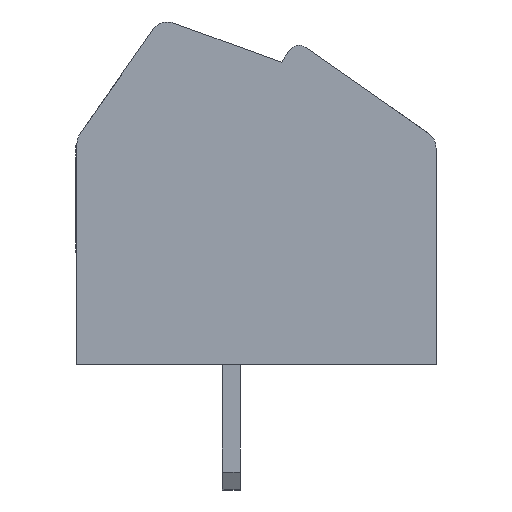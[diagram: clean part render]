
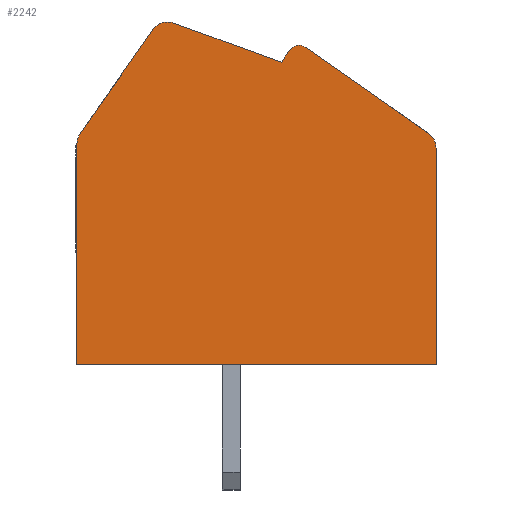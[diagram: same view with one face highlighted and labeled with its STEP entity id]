
A CAD part, left-side view. The second image highlights one B-rep face of the part: STEP entity #2242.
In plain terms, the highlighted planar face has unit normal (-1, 0, 0).
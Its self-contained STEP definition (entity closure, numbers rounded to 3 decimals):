
#2242=ADVANCED_FACE('',(#4475),#4476,.F.);
#4475=FACE_OUTER_BOUND('',#6963,.T.);
#4476=PLANE('',#6964);
#6963=EDGE_LOOP('',(#12969,#12970,#12971,#12972,#12973,#12974,#12975,#12976,#12977,#12978,#12979));
#6964=AXIS2_PLACEMENT_3D('',#12980,#12981,#12982);
#12969=ORIENTED_EDGE('',*,*,#14997,.F.);
#12970=ORIENTED_EDGE('',*,*,#15123,.T.);
#12971=ORIENTED_EDGE('',*,*,#15030,.T.);
#12972=ORIENTED_EDGE('',*,*,#15071,.F.);
#12973=ORIENTED_EDGE('',*,*,#15089,.T.);
#12974=ORIENTED_EDGE('',*,*,#15103,.F.);
#12975=ORIENTED_EDGE('',*,*,#15056,.F.);
#12976=ORIENTED_EDGE('',*,*,#15008,.T.);
#12977=ORIENTED_EDGE('',*,*,#15125,.F.);
#12978=ORIENTED_EDGE('',*,*,#15126,.F.);
#12979=ORIENTED_EDGE('',*,*,#15036,.F.);
#12980=CARTESIAN_POINT('',(0.0,10.937,-6.311));
#12981=DIRECTION('',(1.0,0.0,0.0));
#12982=DIRECTION('',(0.0,1.0,0.0));
#14997=EDGE_CURVE('',#18092,#18090,#18094,.T.);
#15008=EDGE_CURVE('',#18107,#18105,#18108,.T.);
#15030=EDGE_CURVE('',#18141,#18139,#18142,.T.);
#15036=EDGE_CURVE('',#18090,#18147,#18149,.T.);
#15056=EDGE_CURVE('',#18107,#18176,#18177,.T.);
#15071=EDGE_CURVE('',#18194,#18139,#18196,.T.);
#15089=EDGE_CURVE('',#18194,#18218,#18220,.T.);
#15103=EDGE_CURVE('',#18176,#18218,#18235,.T.);
#15123=EDGE_CURVE('',#18092,#18141,#18255,.T.);
#15125=EDGE_CURVE('',#18257,#18105,#18258,.T.);
#15126=EDGE_CURVE('',#18147,#18257,#18259,.T.);
#18090=VERTEX_POINT('',#23136);
#18092=VERTEX_POINT('',#23139);
#18094=LINE('',#23142,#23143);
#18105=VERTEX_POINT('',#23156);
#18107=VERTEX_POINT('',#23159);
#18108=CIRCLE('',#23160,0.3);
#18139=VERTEX_POINT('',#23206);
#18141=VERTEX_POINT('',#23209);
#18142=LINE('',#23210,#23211);
#18147=VERTEX_POINT('',#23219);
#18149=CIRCLE('',#23222,0.5);
#18176=VERTEX_POINT('',#23260);
#18177=LINE('',#23261,#23262);
#18194=VERTEX_POINT('',#23286);
#18196=LINE('',#23289,#23290);
#18218=VERTEX_POINT('',#23333);
#18220=LINE('',#23336,#23337);
#18235=CIRCLE('',#23360,0.5);
#18255=CIRCLE('',#23387,0.5);
#18257=VERTEX_POINT('',#23389);
#18258=LINE('',#23390,#23391);
#18259=LINE('',#23392,#23393);
#23136=CARTESIAN_POINT('',(0.0,7.886,9.32));
#23139=CARTESIAN_POINT('',(0.0,9.91,6.429));
#23142=CARTESIAN_POINT('',(0.0,18.83,-6.311));
#23143=VECTOR('',#25077,1.0);
#23156=CARTESIAN_POINT('',(0.0,4.065,8.761));
#23159=CARTESIAN_POINT('',(0.0,3.647,8.835));
#23160=AXIS2_PLACEMENT_3D('',#25093,#25094,#25095);
#23206=CARTESIAN_POINT('',(0.0,10.,0.0));
#23209=CARTESIAN_POINT('',(0.0,10.,6.142));
#23210=CARTESIAN_POINT('',(0.0,10.,-6.311));
#23211=VECTOR('',#25112,1.0);
#23219=CARTESIAN_POINT('',(0.0,7.305,9.503));
#23222=AXIS2_PLACEMENT_3D('',#25117,#25118,#25119);
#23260=CARTESIAN_POINT('',(0.0,0.213,6.43));
#23261=CARTESIAN_POINT('',(0.0,3.893,9.007));
#23262=VECTOR('',#25137,1.0);
#23286=CARTESIAN_POINT('',(0.0,0.0,0.0));
#23289=CARTESIAN_POINT('',(0.0,0.0,0.));
#23290=VECTOR('',#25149,1.0);
#23333=CARTESIAN_POINT('',(0.0,0.0,6.02));
#23336=CARTESIAN_POINT('',(0.0,0.0,-6.311));
#23337=VECTOR('',#25160,1.0);
#23360=AXIS2_PLACEMENT_3D('',#25169,#25170,#25171);
#23387=AXIS2_PLACEMENT_3D('',#25179,#25180,#25181);
#23389=CARTESIAN_POINT('',(0.0,4.309,8.412));
#23390=CARTESIAN_POINT('',(0.0,4.309,8.412));
#23391=VECTOR('',#25182,1.0);
#23392=CARTESIAN_POINT('',(0.0,7.666,9.634));
#23393=VECTOR('',#25183,1.0);
#25077=DIRECTION('',(0.0,-0.574,0.819));
#25093=CARTESIAN_POINT('',(0.0,3.819,8.589));
#25094=DIRECTION('',(-1.0,0.0,0.0));
#25095=DIRECTION('',(0.0,-1.0,0.0));
#25112=DIRECTION('',(0.0,0.,-1.0));
#25117=CARTESIAN_POINT('',(0.0,7.476,9.033));
#25118=DIRECTION('',(1.0,0.0,0.0));
#25119=DIRECTION('',(0.0,1.0,0.0));
#25137=DIRECTION('',(0.0,-0.819,-0.574));
#25149=DIRECTION('',(0.0,1.0,0.));
#25160=DIRECTION('',(0.0,0.0,1.0));
#25169=CARTESIAN_POINT('',(0.0,0.5,6.02));
#25170=DIRECTION('',(1.0,0.0,0.0));
#25171=DIRECTION('',(0.0,1.0,0.0));
#25179=CARTESIAN_POINT('',(0.0,9.5,6.142));
#25180=DIRECTION('',(-1.0,0.0,0.0));
#25181=DIRECTION('',(0.0,-1.0,0.0));
#25182=DIRECTION('',(0.0,-0.574,0.819));
#25183=DIRECTION('',(0.0,-0.94,-0.342));
